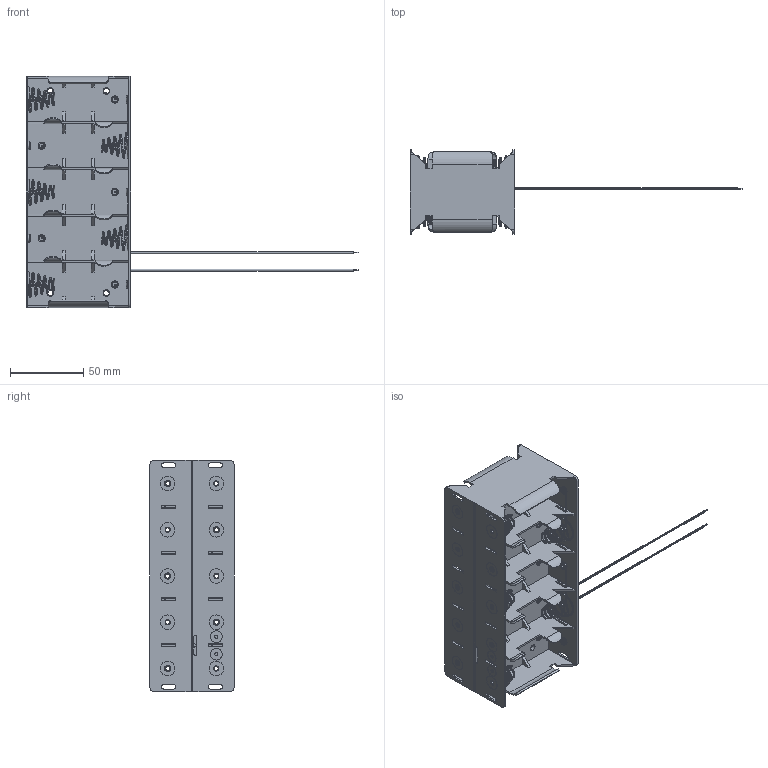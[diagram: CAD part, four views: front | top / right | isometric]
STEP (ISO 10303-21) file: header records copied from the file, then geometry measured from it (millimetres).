
FILE_DESCRIPTION (( 'STEP AP214' ), '1' );
FILE_NAME ('BH510DW.STEP', '2020-01-10T07:20:59', ( '' ), ( '' ), 'SwSTEP 2.0', 'SolidWorks 2017', '' );
FILE_SCHEMA (( 'AUTOMOTIVE_DESIGN' ));
Length unit declared in the file: millimetre
Products named in the file (1): BH510DW
Bounding box: 227.08 x 57.5 x 158.2 mm (x, y, z)
Volume: 76445.1 mm3; surface area: 106214.1 mm2
Topology: 36 solids, 36 shells, 1420 faces, 3628 edges, 2364 vertices
Faces by surface type: plane 760, cylinder 480, torus 120, bspline 60
Entity records: 76477 total; most frequent: CARTESIAN_POINT 41009, ORIENTED_EDGE 7256, DIRECTION 7226, EDGE_CURVE 3628, AXIS2_PLACEMENT_3D 2485, VERTEX_POINT 2364, VECTOR 2256, LINE 2256
